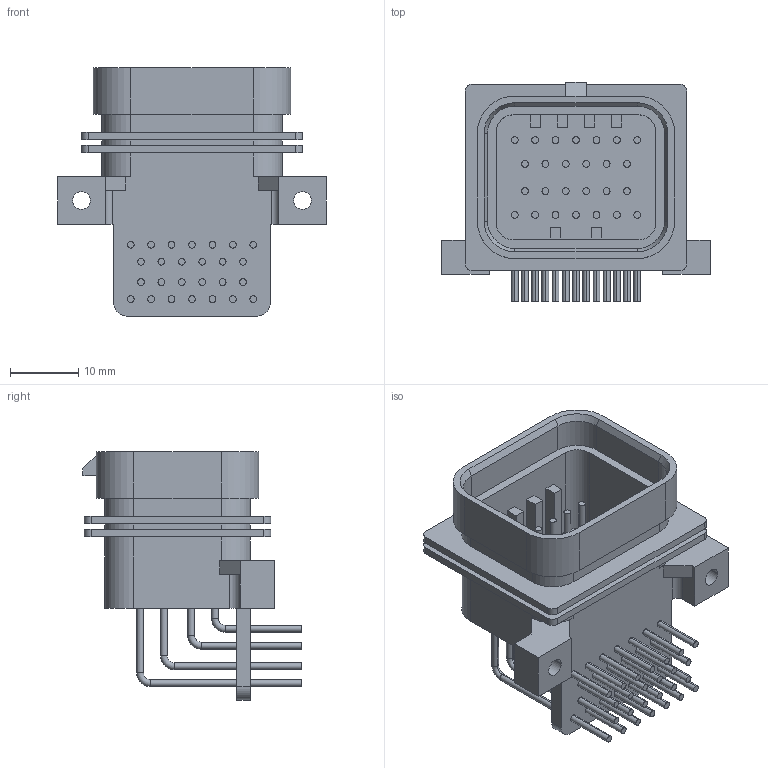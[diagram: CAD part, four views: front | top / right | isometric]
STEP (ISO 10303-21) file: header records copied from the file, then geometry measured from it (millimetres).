
FILE_DESCRIPTION(('STEP AP242'),'1');
FILE_NAME('6473423-2.stp','2022-07-17T11:05:38',('TraceParts'),('TraceParts S.A.'),'Spatial InterOp 3D',' ',' ');
FILE_SCHEMA(('AP242_MANAGED_MODEL_BASED_3D_ENGINEERING_MIM_LF {1 0 10303 442 1 1 4}'));
Length unit declared in the file: millimetre
Products named in the file (1): 6473423-2
Bounding box: 39.5 x 32.15 x 36.5 mm (x, y, z)
Volume: 7228.2 mm3; surface area: 10158.2 mm2
Topology: 1 solids, 1 shells, 456 faces, 1070 edges, 676 vertices
Faces by surface type: cylinder 251, plane 149, torus 52, cone 4
Entity records: 13303 total; most frequent: DIRECTION 2542, CARTESIAN_POINT 2203, ORIENTED_EDGE 2140, EDGE_CURVE 1070, AXIS2_PLACEMENT_3D 1015, VERTEX_POINT 676, EDGE_LOOP 572, CIRCLE 558
